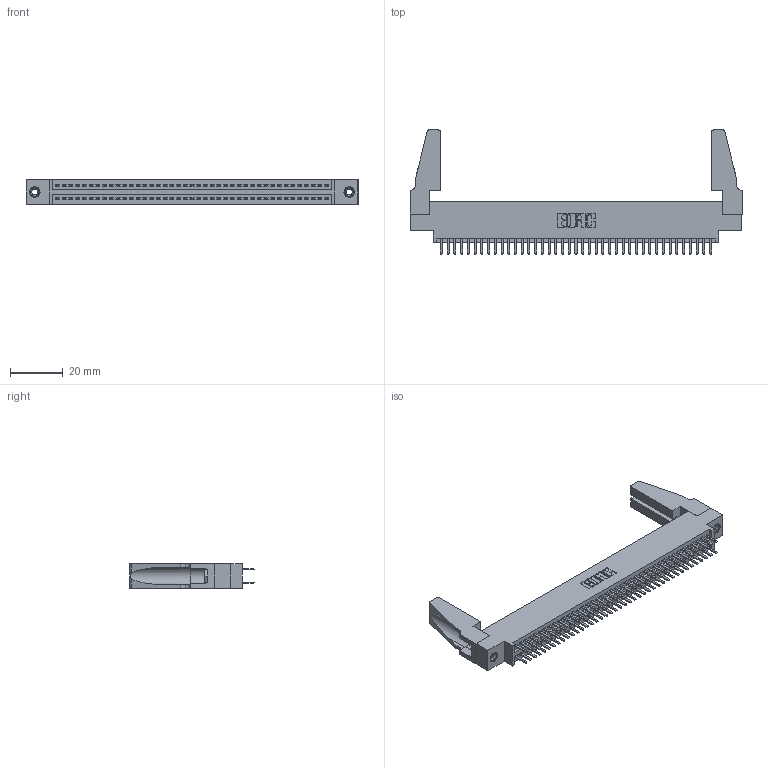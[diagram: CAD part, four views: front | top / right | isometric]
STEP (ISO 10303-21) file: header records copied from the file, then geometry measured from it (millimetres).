
FILE_DESCRIPTION (( 'STEP AP203' ), '1' );
FILE_NAME ('345-082-520-888.STEP', '2019-11-01T00:28:07', ( '' ), ( '' ), 'SwSTEP 2.0', 'SolidWorks 2016', '' );
FILE_SCHEMA (( 'CONFIG_CONTROL_DESIGN' ));
Length unit declared in the file: inch
Products named in the file (5): 345-220-078_345-220-088; 345-082-520-888; 345 Part_0.170 Offset - 0.156 Dia-TH; 345-292-001_345-293-120; 345-250-001_345-250-001-102
Assembly tree (87 placements, depth 2):
  345-082-520-888
    345 Part_0.170 Offset - 0.156 Dia-TH
    345-292-001_345-293-120  x82
    345-250-001_345-250-001-102  x2
    345-220-078_345-220-088  x2
Bounding box: 125.37 x 46.86 x 9.4 mm (x, y, z)
Volume: 15272.7 mm3; surface area: 20937.6 mm2
Topology: 87 solids, 87 shells, 4682 faces, 13541 edges, 8798 vertices
Faces by surface type: plane 3026, cylinder 1640, cone 12, torus 4
Entity records: 34698 total; most frequent: CARTESIAN_POINT 5826, ORIENTED_EDGE 5708, DIRECTION 5130, EDGE_CURVE 2854, VECTOR 2512, LINE 2512, VERTEX_POINT 1894, AXIS2_PLACEMENT_3D 1309
